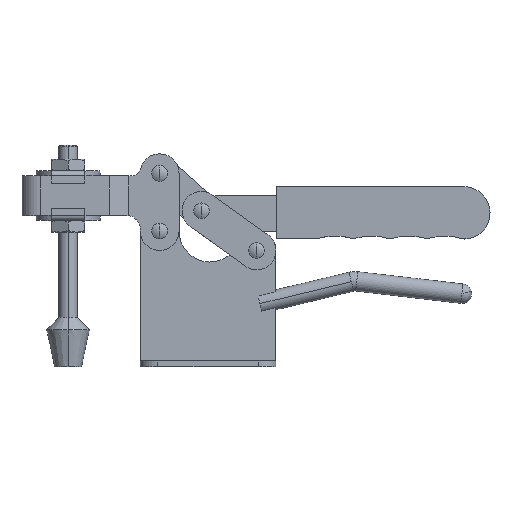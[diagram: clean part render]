
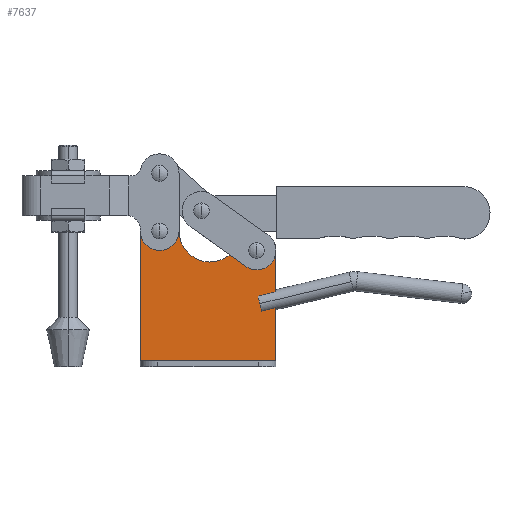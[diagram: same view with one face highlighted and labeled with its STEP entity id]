
A CAD part, top view. The second image highlights one B-rep face of the part: STEP entity #7637.
In plain terms, the highlighted planar face has unit normal (0, 0, 1).
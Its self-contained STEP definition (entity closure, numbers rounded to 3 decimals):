
#5 = CARTESIAN_POINT ( 'NONE',  ( -7.5, 35., 3. ) ) ;
#53 = EDGE_LOOP ( 'NONE', ( #5394, #8779 ) ) ;
#188 = DIRECTION ( 'NONE',  ( 1., 0., 0. ) ) ;
#227 = EDGE_CURVE ( 'NONE', #4598, #5717, #1923, .T. ) ;
#339 = DIRECTION ( 'NONE',  ( 0., 0., 1. ) ) ;
#357 = VECTOR ( 'NONE', #1704, 1000. ) ;
#368 = VECTOR ( 'NONE', #1557, 1000. ) ;
#543 = ORIENTED_EDGE ( 'NONE', *, *, #4141, .F. ) ;
#717 = EDGE_CURVE ( 'NONE', #1973, #2022, #5429, .T. ) ;
#802 = ORIENTED_EDGE ( 'NONE', *, *, #1801, .T. ) ;
#848 = CARTESIAN_POINT ( 'NONE',  ( 0., 13.676, 3. ) ) ;
#860 = CARTESIAN_POINT ( 'NONE',  ( 39.829, 15.008, 3. ) ) ;
#876 = CARTESIAN_POINT ( 'NONE',  ( -60., -22., 3. ) ) ;
#1066 = EDGE_CURVE ( 'NONE', #5348, #4606, #1912, .T. ) ;
#1115 = VECTOR ( 'NONE', #6500, 1000. ) ;
#1137 = CIRCLE ( 'NONE', #3447, 10. ) ;
#1179 = CARTESIAN_POINT ( 'NONE',  ( 0., -22., 3. ) ) ;
#1202 = DIRECTION ( 'NONE',  ( 1., 0., 0. ) ) ;
#1211 = AXIS2_PLACEMENT_3D ( 'NONE', #8884, #5401, #1202 ) ;
#1348 = CARTESIAN_POINT ( 'NONE',  ( -70., 45., 3. ) ) ;
#1501 = VECTOR ( 'NONE', #3378, 1000. ) ;
#1551 = LINE ( 'NONE', #876, #1115 ) ;
#1557 = DIRECTION ( 'NONE',  ( -0.972, -0.233, 0. ) ) ;
#1597 = CARTESIAN_POINT ( 'NONE',  ( -7.332, 3.689, 3. ) ) ;
#1633 = CARTESIAN_POINT ( 'NONE',  ( -60., 45., 3. ) ) ;
#1634 = ORIENTED_EDGE ( 'NONE', *, *, #7925, .T. ) ;
#1677 = CARTESIAN_POINT ( 'NONE',  ( -10., 35., 3. ) ) ;
#1690 = ORIENTED_EDGE ( 'NONE', *, *, #8143, .T. ) ;
#1697 = CARTESIAN_POINT ( 'NONE',  ( -60., 45., 3. ) ) ;
#1699 = VERTEX_POINT ( 'NONE', #1179 ) ;
#1704 = DIRECTION ( 'NONE',  ( 0., 1., 0. ) ) ;
#1720 = LINE ( 'NONE', #6100, #1501 ) ;
#1801 = EDGE_CURVE ( 'NONE', #4571, #4054, #3107, .T. ) ;
#1912 = CIRCLE ( 'NONE', #2955, 2.5 ) ;
#1923 = CIRCLE ( 'NONE', #3449, 2.5 ) ;
#1973 = VERTEX_POINT ( 'NONE', #4202 ) ;
#2022 = VERTEX_POINT ( 'NONE', #848 ) ;
#2105 = EDGE_CURVE ( 'NONE', #4054, #1699, #1551, .T. ) ;
#2106 = DIRECTION ( 'NONE',  ( 0., 0., 1. ) ) ;
#2230 = LINE ( 'NONE', #860, #368 ) ;
#2245 = AXIS2_PLACEMENT_3D ( 'NONE', #1677, #5876, #2347 ) ;
#2344 = ORIENTED_EDGE ( 'NONE', *, *, #2105, .T. ) ;
#2347 = DIRECTION ( 'NONE',  ( 1., 0., 0. ) ) ;
#2443 = FACE_OUTER_BOUND ( 'NONE', #8744, .T. ) ;
#2725 = VERTEX_POINT ( 'NONE', #1597 ) ;
#2741 = ORIENTED_EDGE ( 'NONE', *, *, #8518, .T. ) ;
#2799 = DIRECTION ( 'NONE',  ( 1., 0., 0. ) ) ;
#2893 = DIRECTION ( 'NONE',  ( 0., 0., 1. ) ) ;
#2928 = CARTESIAN_POINT ( 'NONE',  ( -10., 35., 3. ) ) ;
#2955 = AXIS2_PLACEMENT_3D ( 'NONE', #4925, #2106, #2799 ) ;
#3102 = DIRECTION ( 'NONE',  ( 0., 0., 1. ) ) ;
#3107 = LINE ( 'NONE', #4799, #6599 ) ;
#3109 = VERTEX_POINT ( 'NONE', #8578 ) ;
#3144 = AXIS2_PLACEMENT_3D ( 'NONE', #1633, #3102, #5173 ) ;
#3169 = CIRCLE ( 'NONE', #2245, 2.5 ) ;
#3258 = EDGE_CURVE ( 'NONE', #1699, #3851, #5290, .T. ) ;
#3378 = DIRECTION ( 'NONE',  ( 0., 1., 0. ) ) ;
#3447 = AXIS2_PLACEMENT_3D ( 'NONE', #5200, #6573, #3812 ) ;
#3449 = AXIS2_PLACEMENT_3D ( 'NONE', #2928, #2893, #188 ) ;
#3561 = VECTOR ( 'NONE', #5921, 1000. ) ;
#3583 = EDGE_CURVE ( 'NONE', #2725, #1973, #6058, .T. ) ;
#3662 = CARTESIAN_POINT ( 'NONE',  ( -50., 45., 3. ) ) ;
#3800 = ORIENTED_EDGE ( 'NONE', *, *, #717, .T. ) ;
#3812 = DIRECTION ( 'NONE',  ( 1., 0., 0. ) ) ;
#3851 = VERTEX_POINT ( 'NONE', #8948 ) ;
#3859 = PLANE ( 'NONE',  #5852 ) ;
#3947 = DIRECTION ( 'NONE',  ( 1., 0., 0. ) ) ;
#4054 = VERTEX_POINT ( 'NONE', #4225 ) ;
#4141 = EDGE_CURVE ( 'NONE', #4606, #5348, #5870, .T. ) ;
#4202 = CARTESIAN_POINT ( 'NONE',  ( -9.199, 11.468, 3. ) ) ;
#4225 = CARTESIAN_POINT ( 'NONE',  ( -70., -22., 3. ) ) ;
#4239 = AXIS2_PLACEMENT_3D ( 'NONE', #8158, #8127, #3947 ) ;
#4381 = DIRECTION ( 'NONE',  ( -0.233, 0.972, 0. ) ) ;
#4475 = ORIENTED_EDGE ( 'NONE', *, *, #1066, .F. ) ;
#4571 = VERTEX_POINT ( 'NONE', #1348 ) ;
#4598 = VERTEX_POINT ( 'NONE', #5 ) ;
#4606 = VERTEX_POINT ( 'NONE', #8302 ) ;
#4642 = CARTESIAN_POINT ( 'NONE',  ( -62.5, 45., 3. ) ) ;
#4696 = DIRECTION ( 'NONE',  ( 0., -1., 0. ) ) ;
#4799 = CARTESIAN_POINT ( 'NONE',  ( -70., 45., 3. ) ) ;
#4925 = CARTESIAN_POINT ( 'NONE',  ( -60., 45., 3. ) ) ;
#4956 = VERTEX_POINT ( 'NONE', #5585 ) ;
#5005 = CIRCLE ( 'NONE', #1211, 10. ) ;
#5173 = DIRECTION ( 'NONE',  ( 1., 0., 0. ) ) ;
#5200 = CARTESIAN_POINT ( 'NONE',  ( -10., 35., 3. ) ) ;
#5290 = LINE ( 'NONE', #5901, #357 ) ;
#5348 = VERTEX_POINT ( 'NONE', #4642 ) ;
#5356 = EDGE_LOOP ( 'NONE', ( #4475, #543 ) ) ;
#5394 = ORIENTED_EDGE ( 'NONE', *, *, #5698, .F. ) ;
#5401 = DIRECTION ( 'NONE',  ( 0., 0., 1. ) ) ;
#5429 = LINE ( 'NONE', #7203, #3561 ) ;
#5477 = ORIENTED_EDGE ( 'NONE', *, *, #3583, .T. ) ;
#5572 = VERTEX_POINT ( 'NONE', #3662 ) ;
#5581 = ORIENTED_EDGE ( 'NONE', *, *, #6229, .T. ) ;
#5585 = CARTESIAN_POINT ( 'NONE',  ( 0., 35., 3. ) ) ;
#5698 = EDGE_CURVE ( 'NONE', #5717, #4598, #3169, .T. ) ;
#5717 = VERTEX_POINT ( 'NONE', #7361 ) ;
#5852 = AXIS2_PLACEMENT_3D ( 'NONE', #1697, #339, #8027 ) ;
#5870 = CIRCLE ( 'NONE', #3144, 2.5 ) ;
#5876 = DIRECTION ( 'NONE',  ( 0., 0., 1. ) ) ;
#5901 = CARTESIAN_POINT ( 'NONE',  ( 0., 35., 3. ) ) ;
#5921 = DIRECTION ( 'NONE',  ( 0.972, 0.233, 0. ) ) ;
#6058 = LINE ( 'NONE', #7852, #7714 ) ;
#6100 = CARTESIAN_POINT ( 'NONE',  ( 0., 35., 3. ) ) ;
#6229 = EDGE_CURVE ( 'NONE', #3109, #5572, #8490, .T. ) ;
#6283 = FACE_BOUND ( 'NONE', #53, .T. ) ;
#6445 = ORIENTED_EDGE ( 'NONE', *, *, #8463, .T. ) ;
#6500 = DIRECTION ( 'NONE',  ( 1., 0., 0. ) ) ;
#6573 = DIRECTION ( 'NONE',  ( 0., 0., 1. ) ) ;
#6599 = VECTOR ( 'NONE', #4696, 1000. ) ;
#7203 = CARTESIAN_POINT ( 'NONE',  ( 37.962, 22.787, 3. ) ) ;
#7361 = CARTESIAN_POINT ( 'NONE',  ( -12.5, 35., 3. ) ) ;
#7434 = ORIENTED_EDGE ( 'NONE', *, *, #3258, .T. ) ;
#7637 = ADVANCED_FACE ( 'NONE', ( #8461, #6283, #2443 ), #3859, .T. ) ;
#7714 = VECTOR ( 'NONE', #4381, 1000. ) ;
#7852 = CARTESIAN_POINT ( 'NONE',  ( -8.265, 7.579, 3. ) ) ;
#7925 = EDGE_CURVE ( 'NONE', #3851, #2725, #2230, .T. ) ;
#8027 = DIRECTION ( 'NONE',  ( 1., 0., 0. ) ) ;
#8127 = DIRECTION ( 'NONE',  ( 0., 0., -1. ) ) ;
#8143 = EDGE_CURVE ( 'NONE', #4956, #3109, #1137, .T. ) ;
#8158 = CARTESIAN_POINT ( 'NONE',  ( -34., 45., 3. ) ) ;
#8302 = CARTESIAN_POINT ( 'NONE',  ( -57.5, 45., 3. ) ) ;
#8461 = FACE_BOUND ( 'NONE', #5356, .T. ) ;
#8463 = EDGE_CURVE ( 'NONE', #2022, #4956, #1720, .T. ) ;
#8490 = CIRCLE ( 'NONE', #4239, 16. ) ;
#8518 = EDGE_CURVE ( 'NONE', #5572, #4571, #5005, .T. ) ;
#8578 = CARTESIAN_POINT ( 'NONE',  ( -19.231, 38.846, 3. ) ) ;
#8744 = EDGE_LOOP ( 'NONE', ( #3800, #6445, #1690, #5581, #2741, #802, #2344, #7434, #1634, #5477 ) ) ;
#8779 = ORIENTED_EDGE ( 'NONE', *, *, #227, .F. ) ;
#8884 = CARTESIAN_POINT ( 'NONE',  ( -60., 45., 3. ) ) ;
#8948 = CARTESIAN_POINT ( 'NONE',  ( 0., 5.449, 3. ) ) ;
